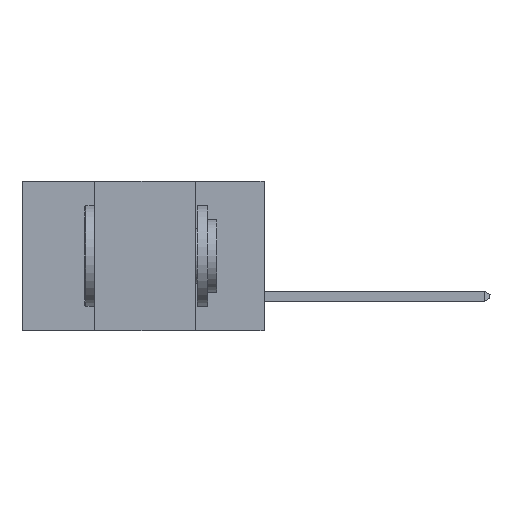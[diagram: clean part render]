
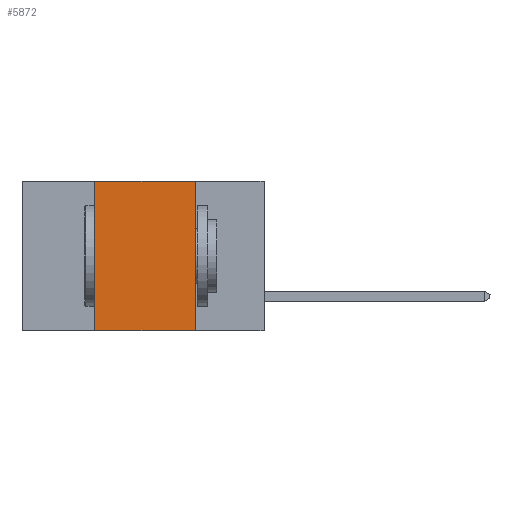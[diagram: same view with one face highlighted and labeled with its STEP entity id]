
A CAD part, left-side view. The second image highlights one B-rep face of the part: STEP entity #5872.
In plain terms, the highlighted planar face has unit normal (-1, 0, 0).
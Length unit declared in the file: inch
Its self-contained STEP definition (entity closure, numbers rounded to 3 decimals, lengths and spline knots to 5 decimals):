
#206 = DIRECTION ( 'NONE',  ( 0., 0., -1. ) ) ;
#231 = EDGE_LOOP ( 'NONE', ( #9714, #8002, #9007, #2561 ) ) ;
#540 = VERTEX_POINT ( 'NONE', #3205 ) ;
#553 = EDGE_CURVE ( 'NONE', #540, #1312, #8587, .T. ) ;
#594 = FACE_OUTER_BOUND ( 'NONE', #231, .T. ) ;
#1046 = CARTESIAN_POINT ( 'NONE',  ( 0., 0.6, -0.37 ) ) ;
#1312 = VERTEX_POINT ( 'NONE', #9225 ) ;
#1882 = DIRECTION ( 'NONE',  ( 0., 0., -1. ) ) ;
#1973 = CARTESIAN_POINT ( 'NONE',  ( 0., 0.17, 0. ) ) ;
#2296 = VECTOR ( 'NONE', #7752, 39.37008 ) ;
#2487 = AXIS2_PLACEMENT_3D ( 'NONE', #8735, #6415, #206 ) ;
#2561 = ORIENTED_EDGE ( 'NONE', *, *, #5881, .T. ) ;
#2746 = CARTESIAN_POINT ( 'NONE',  ( 0., 0.42, -0.37 ) ) ;
#3205 = CARTESIAN_POINT ( 'NONE',  ( 0., 0.42, 0. ) ) ;
#3365 = CARTESIAN_POINT ( 'NONE',  ( 0., 0.6, 0. ) ) ;
#3556 = EDGE_CURVE ( 'NONE', #3895, #540, #6395, .T. ) ;
#3710 = LINE ( 'NONE', #1973, #5500 ) ;
#3735 = CARTESIAN_POINT ( 'NONE',  ( 0., 0.17, -0.37 ) ) ;
#3895 = VERTEX_POINT ( 'NONE', #2746 ) ;
#5249 = LINE ( 'NONE', #1046, #9466 ) ;
#5500 = VECTOR ( 'NONE', #1882, 39.37008 ) ;
#5652 = DIRECTION ( 'NONE',  ( 0., -1., 0. ) ) ;
#5872 = ADVANCED_FACE ( 'NONE', ( #594 ), #7941, .F. ) ;
#5881 = EDGE_CURVE ( 'NONE', #3895, #9126, #5249, .T. ) ;
#6272 = VECTOR ( 'NONE', #7217, 39.37008 ) ;
#6395 = LINE ( 'NONE', #7813, #2296 ) ;
#6415 = DIRECTION ( 'NONE',  ( 1., 0., 0. ) ) ;
#7172 = EDGE_CURVE ( 'NONE', #1312, #9126, #3710, .T. ) ;
#7217 = DIRECTION ( 'NONE',  ( 0., -1., 0. ) ) ;
#7752 = DIRECTION ( 'NONE',  ( 0., 0., 1. ) ) ;
#7813 = CARTESIAN_POINT ( 'NONE',  ( 0., 0.42, 0. ) ) ;
#7941 = PLANE ( 'NONE',  #2487 ) ;
#8002 = ORIENTED_EDGE ( 'NONE', *, *, #553, .F. ) ;
#8587 = LINE ( 'NONE', #3365, #6272 ) ;
#8735 = CARTESIAN_POINT ( 'NONE',  ( 0., 0.6, 0. ) ) ;
#9007 = ORIENTED_EDGE ( 'NONE', *, *, #3556, .F. ) ;
#9126 = VERTEX_POINT ( 'NONE', #3735 ) ;
#9225 = CARTESIAN_POINT ( 'NONE',  ( 0., 0.17, 0. ) ) ;
#9466 = VECTOR ( 'NONE', #5652, 39.37008 ) ;
#9714 = ORIENTED_EDGE ( 'NONE', *, *, #7172, .F. ) ;
